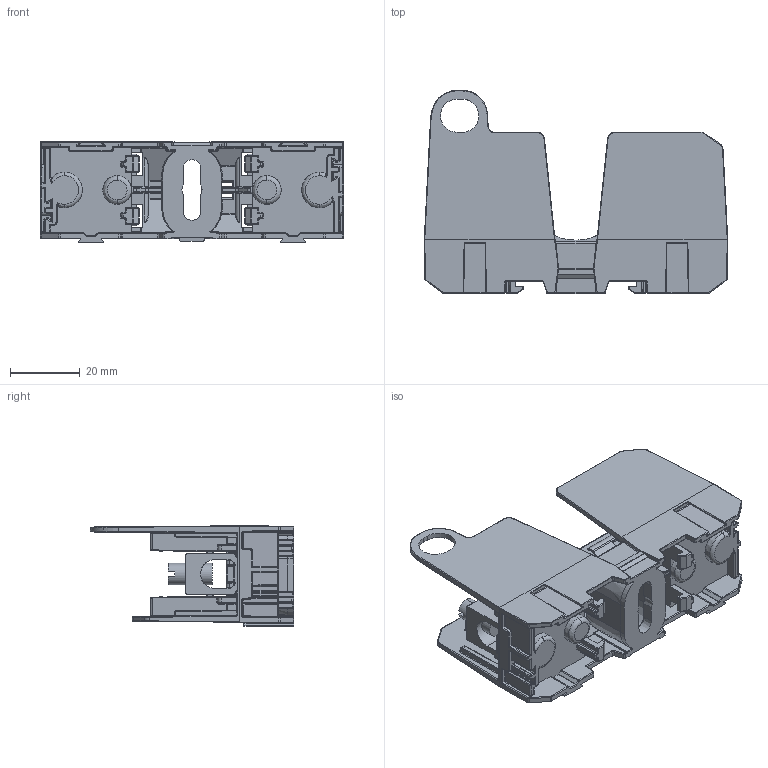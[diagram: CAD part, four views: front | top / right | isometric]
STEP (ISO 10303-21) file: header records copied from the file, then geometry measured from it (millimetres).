
FILE_DESCRIPTION (( 'STEP AP214' ), '1' );
FILE_NAME ('JM60030-1PR.STEP', '2016-10-18T18:51:48', ( '' ), ( '' ), 'SwSTEP 2.0', 'SolidWorks 2016', '' );
FILE_SCHEMA (( 'AUTOMOTIVE_DESIGN' ));
Length unit declared in the file: inch
Products named in the file (1): JM60030-1PR
Bounding box: 87 x 58.2 x 28.81 mm (x, y, z)
Volume: 32373.9 mm3; surface area: 33302.4 mm2
Topology: 13 solids, 19 shells, 3093 faces, 7519 edges, 4387 vertices
Faces by surface type: cylinder 1329, bspline 946, plane 781, cone 37
Entity records: 148525 total; most frequent: CARTESIAN_POINT 43065, ORIENTED_EDGE 14876, DIRECTION 11937, EDGE_CURVE 7438, VERTEX_POINT 4385, AXIS2_PLACEMENT_3D 4210, VECTOR 3517, LINE 3517
